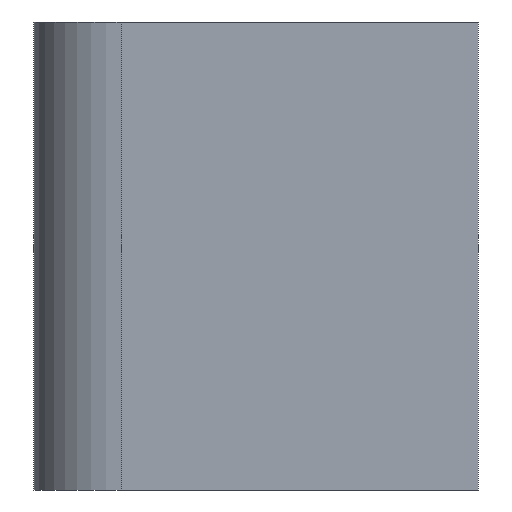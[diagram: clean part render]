
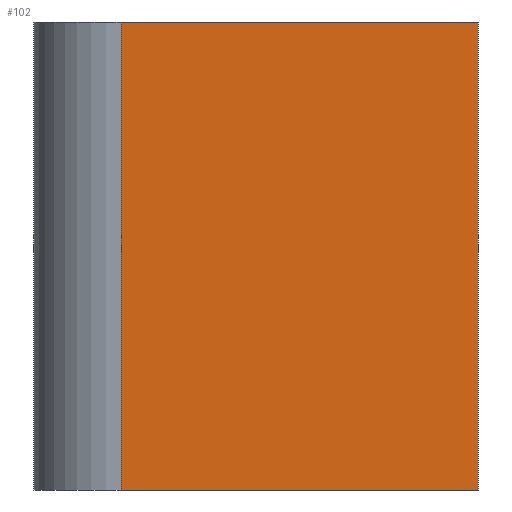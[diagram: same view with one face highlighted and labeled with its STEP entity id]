
A CAD part, left-side view. The second image highlights one B-rep face of the part: STEP entity #102.
In plain terms, the highlighted planar face has unit normal (-0.998, 0.066, 0).
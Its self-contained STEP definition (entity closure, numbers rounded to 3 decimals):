
#21=FACE_OUTER_BOUND('',#27,.T.);
#27=EDGE_LOOP('',(#79,#80,#81,#82));
#36=LINE('',#176,#46);
#38=LINE('',#180,#48);
#39=LINE('',#182,#49);
#40=LINE('',#183,#50);
#46=VECTOR('',#145,10.);
#48=VECTOR('',#149,10.);
#49=VECTOR('',#150,10.);
#50=VECTOR('',#151,10.);
#55=VERTEX_POINT('',#173);
#56=VERTEX_POINT('',#175);
#57=VERTEX_POINT('',#179);
#58=VERTEX_POINT('',#181);
#64=EDGE_CURVE('',#56,#55,#36,.T.);
#66=EDGE_CURVE('',#55,#57,#38,.T.);
#67=EDGE_CURVE('',#58,#57,#39,.T.);
#68=EDGE_CURVE('',#58,#56,#40,.T.);
#79=ORIENTED_EDGE('',*,*,#66,.T.);
#80=ORIENTED_EDGE('',*,*,#67,.F.);
#81=ORIENTED_EDGE('',*,*,#68,.T.);
#82=ORIENTED_EDGE('',*,*,#64,.T.);
#97=PLANE('',#128);
#102=ADVANCED_FACE('',(#21),#97,.T.);
#128=AXIS2_PLACEMENT_3D('',#178,#147,#148);
#145=DIRECTION('',(0.,0.,1.));
#147=DIRECTION('center_axis',(-0.998,0.066,0.));
#148=DIRECTION('ref_axis',(0.,0.,1.));
#149=DIRECTION('',(0.066,0.998,0.));
#150=DIRECTION('',(0.,0.,1.));
#151=DIRECTION('',(-0.066,-0.998,0.));
#173=CARTESIAN_POINT('',(-2.5,-7.5,5.));
#175=CARTESIAN_POINT('',(-2.5,-7.5,-5.));
#176=CARTESIAN_POINT('',(-2.5,-7.5,0.));
#178=CARTESIAN_POINT('Origin',(-2.5,-7.5,0.));
#179=CARTESIAN_POINT('',(-1.996,0.132,5.));
#180=CARTESIAN_POINT('',(-1.996,0.132,5.));
#181=CARTESIAN_POINT('',(-1.996,0.132,-5.));
#182=CARTESIAN_POINT('',(-1.996,0.132,0.));
#183=CARTESIAN_POINT('',(-1.996,0.132,-5.));
